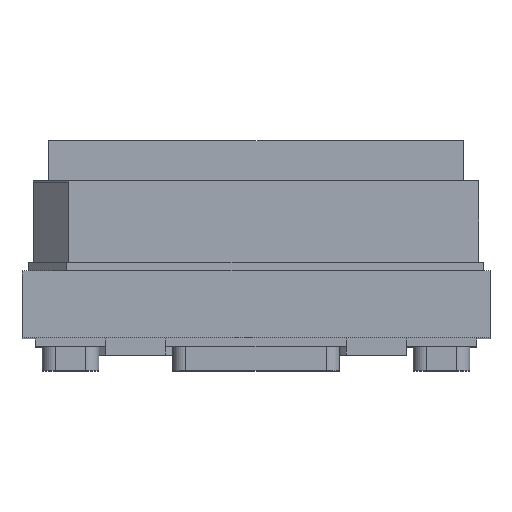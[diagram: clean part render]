
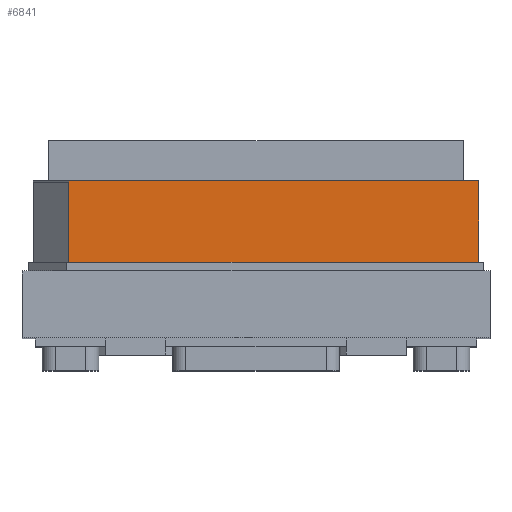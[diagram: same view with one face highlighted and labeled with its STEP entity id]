
A CAD part, top view. The second image highlights one B-rep face of the part: STEP entity #6841.
In plain terms, the highlighted planar face has unit normal (0, 0, 1).
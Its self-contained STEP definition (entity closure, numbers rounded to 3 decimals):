
#318 = DIRECTION ( 'NONE',  ( 0., -1., 0. ) ) ;
#392 = VERTEX_POINT ( 'NONE', #6923 ) ;
#609 = LINE ( 'NONE', #645, #1863 ) ;
#645 = CARTESIAN_POINT ( 'NONE',  ( -1.401, 1.41, 1.665 ) ) ;
#1007 = VERTEX_POINT ( 'NONE', #5542 ) ;
#1015 = AXIS2_PLACEMENT_3D ( 'NONE', #6797, #2228, #2345 ) ;
#1142 = DIRECTION ( 'NONE',  ( 0., -1., 0. ) ) ;
#1534 = EDGE_CURVE ( 'NONE', #4660, #5242, #3710, .T. ) ;
#1678 = LINE ( 'NONE', #2263, #5095 ) ;
#1840 = EDGE_CURVE ( 'NONE', #1007, #392, #609, .T. ) ;
#1849 = DIRECTION ( 'NONE',  ( 1., 0., 0. ) ) ;
#1863 = VECTOR ( 'NONE', #2389, 1000. ) ;
#2228 = DIRECTION ( 'NONE',  ( 0., 0., -1. ) ) ;
#2252 = ORIENTED_EDGE ( 'NONE', *, *, #1840, .T. ) ;
#2263 = CARTESIAN_POINT ( 'NONE',  ( -1.401, 1.42, 1.665 ) ) ;
#2345 = DIRECTION ( 'NONE',  ( 0., -1., 0. ) ) ;
#2389 = DIRECTION ( 'NONE',  ( 0., -1., 0. ) ) ;
#2573 = VECTOR ( 'NONE', #1849, 1000. ) ;
#2846 = ORIENTED_EDGE ( 'NONE', *, *, #5175, .F. ) ;
#2889 = FACE_OUTER_BOUND ( 'NONE', #6082, .T. ) ;
#2951 = CARTESIAN_POINT ( 'NONE',  ( 0.78, 0.81, 1.665 ) ) ;
#3118 = VECTOR ( 'NONE', #318, 1000. ) ;
#3178 = LINE ( 'NONE', #4411, #6750 ) ;
#3310 = DIRECTION ( 'NONE',  ( 1., 0., 0. ) ) ;
#3382 = CARTESIAN_POINT ( 'NONE',  ( 1.665, 1.42, 1.665 ) ) ;
#3469 = LINE ( 'NONE', #2951, #2573 ) ;
#3710 = LINE ( 'NONE', #7024, #3118 ) ;
#3884 = VERTEX_POINT ( 'NONE', #4155 ) ;
#4155 = CARTESIAN_POINT ( 'NONE',  ( -1.401, 1.42, 1.665 ) ) ;
#4411 = CARTESIAN_POINT ( 'NONE',  ( 1.665, 1.42, 1.665 ) ) ;
#4622 = ORIENTED_EDGE ( 'NONE', *, *, #6166, .T. ) ;
#4660 = VERTEX_POINT ( 'NONE', #3382 ) ;
#4948 = ORIENTED_EDGE ( 'NONE', *, *, #1534, .F. ) ;
#5095 = VECTOR ( 'NONE', #1142, 1000. ) ;
#5115 = PLANE ( 'NONE',  #1015 ) ;
#5175 = EDGE_CURVE ( 'NONE', #3884, #4660, #3178, .T. ) ;
#5242 = VERTEX_POINT ( 'NONE', #5802 ) ;
#5542 = CARTESIAN_POINT ( 'NONE',  ( -1.401, 1.41, 1.665 ) ) ;
#5802 = CARTESIAN_POINT ( 'NONE',  ( 1.665, 0.81, 1.665 ) ) ;
#6068 = ORIENTED_EDGE ( 'NONE', *, *, #6849, .T. ) ;
#6082 = EDGE_LOOP ( 'NONE', ( #4622, #4948, #2846, #6068, #2252 ) ) ;
#6166 = EDGE_CURVE ( 'NONE', #392, #5242, #3469, .T. ) ;
#6750 = VECTOR ( 'NONE', #3310, 1000. ) ;
#6797 = CARTESIAN_POINT ( 'NONE',  ( 0.78, 1.41, 1.665 ) ) ;
#6841 = ADVANCED_FACE ( 'NONE', ( #2889 ), #5115, .F. ) ;
#6849 = EDGE_CURVE ( 'NONE', #3884, #1007, #1678, .T. ) ;
#6923 = CARTESIAN_POINT ( 'NONE',  ( -1.401, 0.81, 1.665 ) ) ;
#7024 = CARTESIAN_POINT ( 'NONE',  ( 1.665, 1.41, 1.665 ) ) ;
